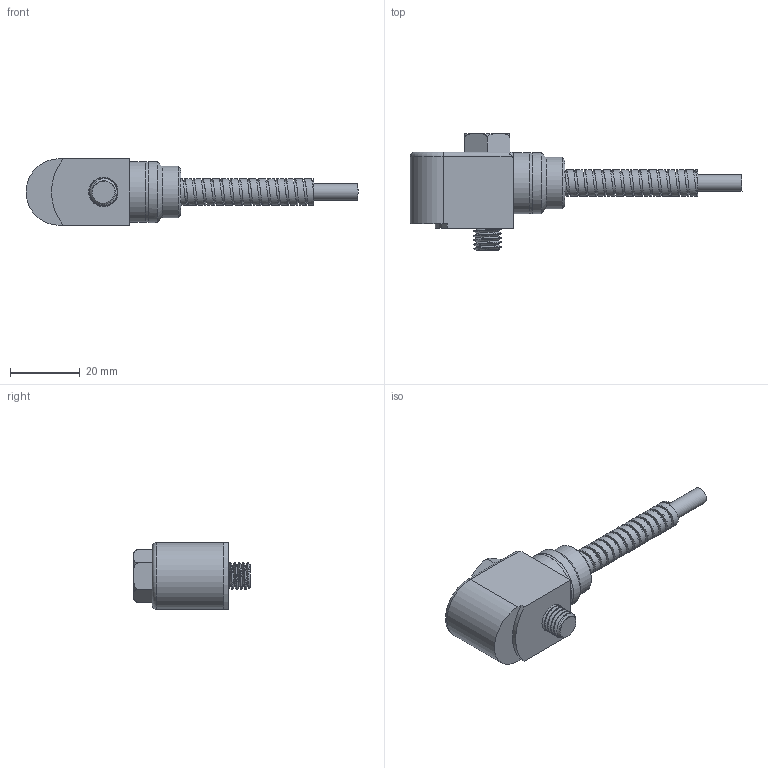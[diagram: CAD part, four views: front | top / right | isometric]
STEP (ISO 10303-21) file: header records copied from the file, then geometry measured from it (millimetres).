
FILE_DESCRIPTION(/* description */ (''),/* implementation_level */ '2;1');
FILE_NAME(/* name */ 'MASTER_M8_MEDIUM_SIDE_EXIT_ARMOR_LARGE.stp',/* time_stamp */ '2017-04-26T17:07:00-04:00',/* author */ ('aneininger'),/* organization */ (''),/* preprocessor_version */ 'ST-DEVELOPER v16.5',/* originating_system */ 'Autodesk Inventor 2017',/* authorisation */ '');
FILE_SCHEMA (('AUTOMOTIVE_DESIGN { 1 0 10303 214 3 1 1 }'));
Length unit declared in the file: inch
Products named in the file (3): MASTER_M8_MEDIUM_SIDE_EXIT_ARMOR_LARGE_STEP; MASTER_M8_MEDIUM_SIDE_EXIT_ARMOR_LARGE; ACP32250
Assembly tree (2 placements, depth 2):
  MASTER_M8_MEDIUM_SIDE_EXIT_ARMOR_LARGE_STEP
    MASTER_M8_MEDIUM_SIDE_EXIT_ARMOR_LARGE
    ACP32250
Bounding box: 95.2 x 33.5 x 19.05 mm (x, y, z)
Volume: 11770.8 mm3; surface area: 12084.6 mm2
Topology: 3 solids, 3 shells, 319 faces, 664 edges, 436 vertices
Faces by surface type: plane 161, cylinder 104, bspline 41, cone 8, torus 5
Full cylindrical faces by diameter (mm): 0.127 x19, 0.203 x38, 1.27 x1, 2.032 x2, 2.381 x1, 3.251 x1, 3.581 x1, 4.826 x1, 5.105 x1, 6.274 x1, 6.655 x1, 8.407 x1, 11.43 x1, 11.938 x2, 12.7 x3, 14.224 x1, 14.757 x1, 14.808 x1, 14.935 x2, 17.462 x1, 17.475 x1, 17.526 x1
Entity records: 15228 total; most frequent: CARTESIAN_POINT 8441, DIRECTION 1261, ORIENTED_EDGE 1128, EDGE_CURVE 561, AXIS2_PLACEMENT_3D 524, EDGE_LOOP 504, VERTEX_POINT 425, STYLED_ITEM 322
